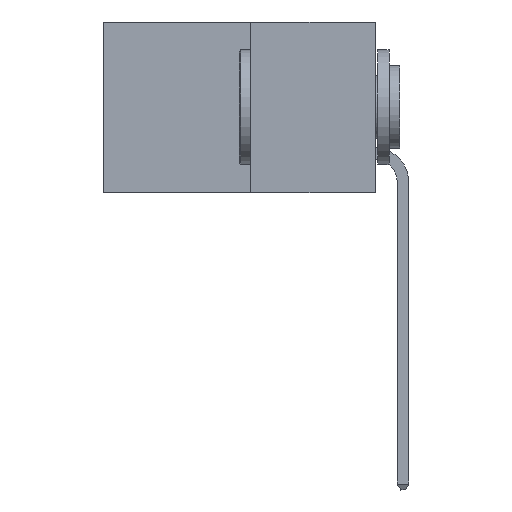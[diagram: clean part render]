
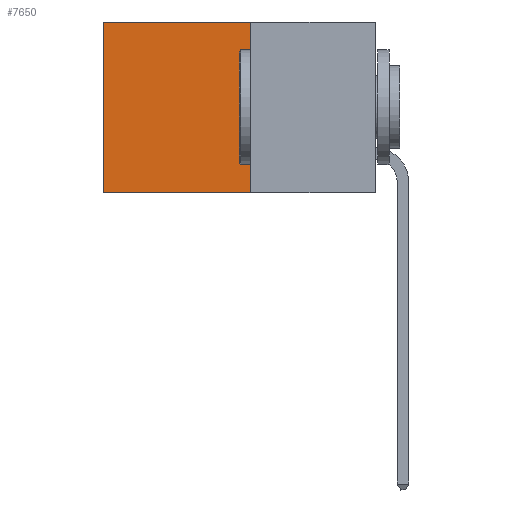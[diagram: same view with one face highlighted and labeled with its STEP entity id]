
A CAD part, left-side view. The second image highlights one B-rep face of the part: STEP entity #7650.
In plain terms, the highlighted planar face has unit normal (-1, 0, 0).
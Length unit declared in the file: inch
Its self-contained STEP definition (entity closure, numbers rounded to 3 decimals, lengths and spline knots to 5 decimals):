
#1105 = CARTESIAN_POINT ( 'NONE',  ( 0.277, 0.27, -0.37 ) ) ;
#1690 = EDGE_CURVE ( 'NONE', #7442, #7212, #12431, .T. ) ;
#2039 = EDGE_LOOP ( 'NONE', ( #6068, #17055, #14980, #22728 ) ) ;
#2074 = DIRECTION ( 'NONE',  ( 0., 0., -1. ) ) ;
#2337 = LINE ( 'NONE', #17379, #17074 ) ;
#2649 = LINE ( 'NONE', #12476, #22437 ) ;
#4107 = CARTESIAN_POINT ( 'NONE',  ( 0.277, 0.27, 0. ) ) ;
#4728 = EDGE_CURVE ( 'NONE', #7212, #16783, #2649, .T. ) ;
#5439 = CARTESIAN_POINT ( 'NONE',  ( 0.277, 0.27, -0.37 ) ) ;
#6068 = ORIENTED_EDGE ( 'NONE', *, *, #4728, .T. ) ;
#6526 = VERTEX_POINT ( 'NONE', #5439 ) ;
#7051 = DIRECTION ( 'NONE',  ( 0., 1., 0. ) ) ;
#7212 = VERTEX_POINT ( 'NONE', #17104 ) ;
#7442 = VERTEX_POINT ( 'NONE', #17839 ) ;
#7650 = ADVANCED_FACE ( 'NONE', ( #13913 ), #18415, .F. ) ;
#8331 = EDGE_CURVE ( 'NONE', #6526, #16783, #14530, .T. ) ;
#8792 = VECTOR ( 'NONE', #7051, 39.37008 ) ;
#8850 = DIRECTION ( 'NONE',  ( 0., 0., -1. ) ) ;
#9437 = CARTESIAN_POINT ( 'NONE',  ( 0.277, 0.59, -0.37 ) ) ;
#10939 = CARTESIAN_POINT ( 'NONE',  ( 0.277, 0.27, -0.37 ) ) ;
#12135 = DIRECTION ( 'NONE',  ( 0., 1., 0. ) ) ;
#12431 = LINE ( 'NONE', #4107, #16921 ) ;
#12476 = CARTESIAN_POINT ( 'NONE',  ( 0.277, 0.59, -0.37 ) ) ;
#12557 = DIRECTION ( 'NONE',  ( 0., 0., -1. ) ) ;
#13913 = FACE_OUTER_BOUND ( 'NONE', #2039, .T. ) ;
#14530 = LINE ( 'NONE', #10939, #8792 ) ;
#14980 = ORIENTED_EDGE ( 'NONE', *, *, #23325, .F. ) ;
#16783 = VERTEX_POINT ( 'NONE', #9437 ) ;
#16921 = VECTOR ( 'NONE', #12135, 39.37008 ) ;
#17055 = ORIENTED_EDGE ( 'NONE', *, *, #8331, .F. ) ;
#17074 = VECTOR ( 'NONE', #2074, 39.37008 ) ;
#17104 = CARTESIAN_POINT ( 'NONE',  ( 0.277, 0.59, 0. ) ) ;
#17379 = CARTESIAN_POINT ( 'NONE',  ( 0.277, 0.27, -0.37 ) ) ;
#17839 = CARTESIAN_POINT ( 'NONE',  ( 0.277, 0.27, 0. ) ) ;
#18415 = PLANE ( 'NONE',  #24818 ) ;
#20345 = DIRECTION ( 'NONE',  ( 1., 0., 0. ) ) ;
#22437 = VECTOR ( 'NONE', #12557, 39.37008 ) ;
#22728 = ORIENTED_EDGE ( 'NONE', *, *, #1690, .T. ) ;
#23325 = EDGE_CURVE ( 'NONE', #7442, #6526, #2337, .T. ) ;
#24818 = AXIS2_PLACEMENT_3D ( 'NONE', #1105, #20345, #8850 ) ;
